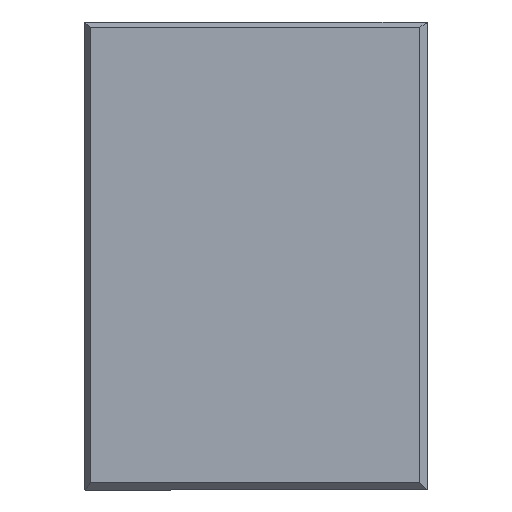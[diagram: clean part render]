
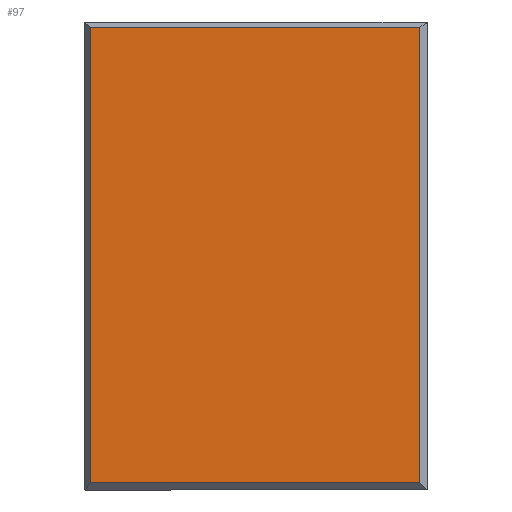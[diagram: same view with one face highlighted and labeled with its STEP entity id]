
A CAD part, left-side view. The second image highlights one B-rep face of the part: STEP entity #97.
In plain terms, the highlighted planar face has unit normal (-1, 0, 0).
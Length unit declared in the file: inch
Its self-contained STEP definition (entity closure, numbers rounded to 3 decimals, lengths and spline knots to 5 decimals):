
#97 = ADVANCED_FACE ( 'NONE', ( #24715 ), #821, .T. ) ;
#821 = PLANE ( 'NONE',  #12488 ) ;
#3389 = CARTESIAN_POINT ( 'NONE',  ( -1.17185, 1.46085, 0.01907 ) ) ;
#3667 = LINE ( 'NONE', #28116, #15685 ) ;
#5398 = VERTEX_POINT ( 'NONE', #16645 ) ;
#5438 = LINE ( 'NONE', #20219, #25147 ) ;
#5672 = CARTESIAN_POINT ( 'NONE',  ( -1.17185, 1.46085, -1.24552 ) ) ;
#6252 = DIRECTION ( 'NONE',  ( 0., 0., 1. ) ) ;
#6821 = LINE ( 'NONE', #25738, #23584 ) ;
#6930 = CARTESIAN_POINT ( 'NONE',  ( -1.17185, 1.00192, -0.61552 ) ) ;
#8402 = VERTEX_POINT ( 'NONE', #5672 ) ;
#9686 = DIRECTION ( 'NONE',  ( 0., 0., 1. ) ) ;
#10091 = ORIENTED_EDGE ( 'NONE', *, *, #18079, .T. ) ;
#10727 = EDGE_CURVE ( 'NONE', #8402, #12080, #6821, .T. ) ;
#11692 = CARTESIAN_POINT ( 'NONE',  ( -1.17185, 1.46085, -1.27052 ) ) ;
#11791 = DIRECTION ( 'NONE',  ( 0., 0., -1. ) ) ;
#12080 = VERTEX_POINT ( 'NONE', #13264 ) ;
#12488 = AXIS2_PLACEMENT_3D ( 'NONE', #6930, #16335, #9686 ) ;
#13264 = CARTESIAN_POINT ( 'NONE',  ( -1.17185, 0.54692, -1.24552 ) ) ;
#13996 = ORIENTED_EDGE ( 'NONE', *, *, #20402, .T. ) ;
#15084 = EDGE_CURVE ( 'NONE', #25095, #8402, #24959, .T. ) ;
#15282 = ORIENTED_EDGE ( 'NONE', *, *, #15084, .T. ) ;
#15685 = VECTOR ( 'NONE', #27808, 39.37008 ) ;
#16335 = DIRECTION ( 'NONE',  ( -1., 0., 0. ) ) ;
#16645 = CARTESIAN_POINT ( 'NONE',  ( -1.17185, 0.54692, 0.01907 ) ) ;
#18079 = EDGE_CURVE ( 'NONE', #5398, #25095, #3667, .T. ) ;
#20219 = CARTESIAN_POINT ( 'NONE',  ( -1.17185, 0.54692, -0.61552 ) ) ;
#20402 = EDGE_CURVE ( 'NONE', #12080, #5398, #5438, .T. ) ;
#23454 = VECTOR ( 'NONE', #11791, 39.37008 ) ;
#23584 = VECTOR ( 'NONE', #25838, 39.37008 ) ;
#24715 = FACE_OUTER_BOUND ( 'NONE', #25144, .T. ) ;
#24959 = LINE ( 'NONE', #11692, #23454 ) ;
#25095 = VERTEX_POINT ( 'NONE', #3389 ) ;
#25144 = EDGE_LOOP ( 'NONE', ( #15282, #27342, #13996, #10091 ) ) ;
#25147 = VECTOR ( 'NONE', #6252, 39.37008 ) ;
#25738 = CARTESIAN_POINT ( 'NONE',  ( -1.17185, 1.00192, -1.24552 ) ) ;
#25838 = DIRECTION ( 'NONE',  ( 0., -1., 0. ) ) ;
#27342 = ORIENTED_EDGE ( 'NONE', *, *, #10727, .T. ) ;
#27808 = DIRECTION ( 'NONE',  ( 0., 1., 0. ) ) ;
#28116 = CARTESIAN_POINT ( 'NONE',  ( -1.17185, 1.48192, 0.01907 ) ) ;
